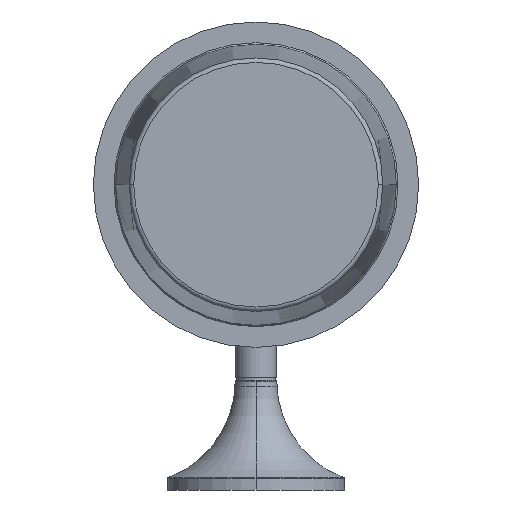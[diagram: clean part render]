
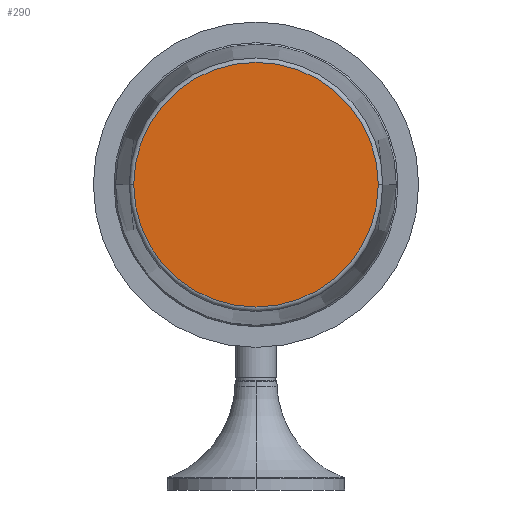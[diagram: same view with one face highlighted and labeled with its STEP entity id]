
A CAD part, front view. The second image highlights one B-rep face of the part: STEP entity #290.
In plain terms, the highlighted planar face has unit normal (0, -1, 0).
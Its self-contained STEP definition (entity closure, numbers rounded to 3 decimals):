
#143 = CARTESIAN_POINT ( 'NONE',  ( -42.787, 0., 0. ) ) ;
#159 = AXIS2_PLACEMENT_3D ( 'NONE', #143, #2516, #260 ) ;
#260 = DIRECTION ( 'NONE',  ( 1., 0., 0. ) ) ;
#290 = ADVANCED_FACE ( 'NONE', ( #2287 ), #422, .T. ) ;
#291 = AXIS2_PLACEMENT_3D ( 'NONE', #1244, #1264, #750 ) ;
#325 = AXIS2_PLACEMENT_3D ( 'NONE', #1981, #2234, #732 ) ;
#422 = PLANE ( 'NONE',  #159 ) ;
#732 = DIRECTION ( 'NONE',  ( 1., 0., 0. ) ) ;
#750 = DIRECTION ( 'NONE',  ( 1., 0., 0. ) ) ;
#890 = VERTEX_POINT ( 'NONE', #2545 ) ;
#1109 = EDGE_CURVE ( 'NONE', #1282, #890, #1278, .T. ) ;
#1244 = CARTESIAN_POINT ( 'NONE',  ( 0., 0., 0. ) ) ;
#1264 = DIRECTION ( 'NONE',  ( 0., -1., 0. ) ) ;
#1278 = CIRCLE ( 'NONE', #291, 41.349 ) ;
#1282 = VERTEX_POINT ( 'NONE', #1572 ) ;
#1300 = EDGE_LOOP ( 'NONE', ( #1549, #1551 ) ) ;
#1549 = ORIENTED_EDGE ( 'NONE', *, *, #1109, .T. ) ;
#1551 = ORIENTED_EDGE ( 'NONE', *, *, #2385, .T. ) ;
#1572 = CARTESIAN_POINT ( 'NONE',  ( 41.349, 0., 0. ) ) ;
#1981 = CARTESIAN_POINT ( 'NONE',  ( 0., 0., 0. ) ) ;
#2048 = CIRCLE ( 'NONE', #325, 41.349 ) ;
#2234 = DIRECTION ( 'NONE',  ( 0., -1., 0. ) ) ;
#2287 = FACE_OUTER_BOUND ( 'NONE', #1300, .T. ) ;
#2385 = EDGE_CURVE ( 'NONE', #890, #1282, #2048, .T. ) ;
#2516 = DIRECTION ( 'NONE',  ( 0., -1., 0. ) ) ;
#2545 = CARTESIAN_POINT ( 'NONE',  ( -41.349, 0., 0. ) ) ;
